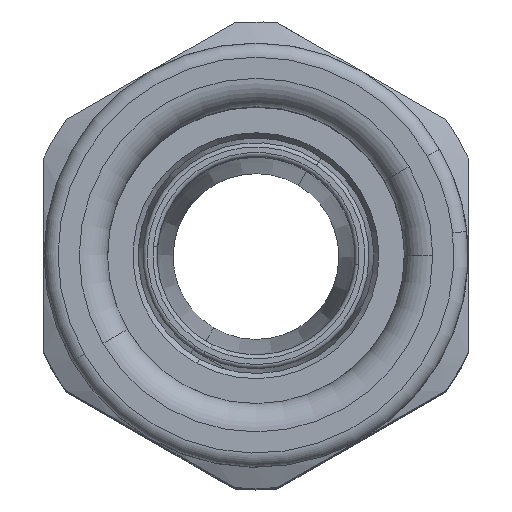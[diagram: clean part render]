
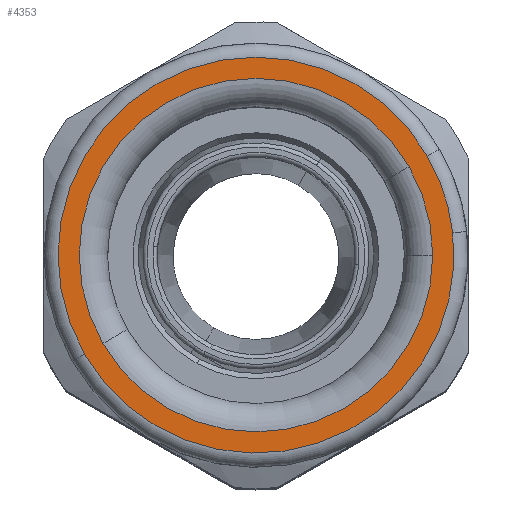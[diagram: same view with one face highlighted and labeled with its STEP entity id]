
A CAD part, top view. The second image highlights one B-rep face of the part: STEP entity #4353.
In plain terms, the highlighted planar face has unit normal (0, 0, 1).
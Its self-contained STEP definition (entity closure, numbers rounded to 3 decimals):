
#4192=AXIS2_PLACEMENT_3D('Circle Axis2P3D',#4190,#4191,$) ;
#4209=AXIS2_PLACEMENT_3D('Circle Axis2P3D',#4207,#4208,$) ;
#4233=AXIS2_PLACEMENT_3D('Circle Axis2P3D',#4231,#4232,$) ;
#4320=AXIS2_PLACEMENT_3D('Plane Axis2P3D',#4317,#4318,#4319) ;
#4329=AXIS2_PLACEMENT_3D('Circle Axis2P3D',#4327,#4328,$) ;
#4338=AXIS2_PLACEMENT_3D('Circle Axis2P3D',#4336,#4337,$) ;
#4345=AXIS2_PLACEMENT_3D('Circle Axis2P3D',#4343,#4344,$) ;
#4180=CARTESIAN_POINT('Vertex',(28.912,18.071,82.4)) ;
#4187=CARTESIAN_POINT('Vertex',(27.124,23.5,82.4)) ;
#4190=CARTESIAN_POINT('Axis2P3D Location',(15.,16.5,82.4)) ;
#4207=CARTESIAN_POINT('Axis2P3D Location',(15.,16.5,82.4)) ;
#4211=CARTESIAN_POINT('Vertex',(2.876,9.5,82.4)) ;
#4231=CARTESIAN_POINT('Axis2P3D Location',(15.,16.5,82.4)) ;
#4317=CARTESIAN_POINT('Axis2P3D Location',(15.,16.5,82.4)) ;
#4327=CARTESIAN_POINT('Axis2P3D Location',(15.,16.5,82.4)) ;
#4331=CARTESIAN_POINT('Vertex',(27.5,16.484,82.4)) ;
#4333=CARTESIAN_POINT('Vertex',(25.825,22.75,82.4)) ;
#4336=CARTESIAN_POINT('Axis2P3D Location',(15.,16.5,82.4)) ;
#4340=CARTESIAN_POINT('Vertex',(4.175,10.25,82.4)) ;
#4343=CARTESIAN_POINT('Axis2P3D Location',(15.,16.5,82.4)) ;
#4191=DIRECTION('Axis2P3D Direction',(0.,0.,1.)) ;
#4208=DIRECTION('Axis2P3D Direction',(0.,0.,1.)) ;
#4232=DIRECTION('Axis2P3D Direction',(0.,0.,1.)) ;
#4318=DIRECTION('Axis2P3D Direction',(0.,0.,1.)) ;
#4319=DIRECTION('Axis2P3D XDirection',(0.866,0.5,0.)) ;
#4328=DIRECTION('Axis2P3D Direction',(0.,0.,1.)) ;
#4337=DIRECTION('Axis2P3D Direction',(0.,0.,1.)) ;
#4344=DIRECTION('Axis2P3D Direction',(0.,0.,1.)) ;
#4323=ORIENTED_EDGE('',*,*,#4213,.T.) ;
#4324=ORIENTED_EDGE('',*,*,#4194,.T.) ;
#4325=ORIENTED_EDGE('',*,*,#4235,.T.) ;
#4349=ORIENTED_EDGE('',*,*,#4335,.F.) ;
#4350=ORIENTED_EDGE('',*,*,#4342,.F.) ;
#4351=ORIENTED_EDGE('',*,*,#4347,.F.) ;
#4352=FACE_BOUND('',#4348,.T.) ;
#4353=ADVANCED_FACE('body',(#4326,#4352),#4321,.T.) ;
#4193=CIRCLE('generated circle',#4192,14.) ;
#4210=CIRCLE('generated circle',#4209,14.) ;
#4234=CIRCLE('generated circle',#4233,14.) ;
#4330=CIRCLE('generated circle',#4329,12.5) ;
#4339=CIRCLE('generated circle',#4338,12.5) ;
#4346=CIRCLE('generated circle',#4345,12.5) ;
#4194=EDGE_CURVE('',#4181,#4188,#4193,.T.) ;
#4213=EDGE_CURVE('',#4212,#4181,#4210,.T.) ;
#4235=EDGE_CURVE('',#4188,#4212,#4234,.T.) ;
#4335=EDGE_CURVE('',#4332,#4334,#4330,.T.) ;
#4342=EDGE_CURVE('',#4341,#4332,#4339,.T.) ;
#4347=EDGE_CURVE('',#4334,#4341,#4346,.T.) ;
#4322=EDGE_LOOP('',(#4323,#4324,#4325)) ;
#4348=EDGE_LOOP('',(#4349,#4350,#4351)) ;
#4326=FACE_OUTER_BOUND('',#4322,.T.) ;
#4321=PLANE('',#4320) ;
#4181=VERTEX_POINT('',#4180) ;
#4188=VERTEX_POINT('',#4187) ;
#4212=VERTEX_POINT('',#4211) ;
#4332=VERTEX_POINT('',#4331) ;
#4334=VERTEX_POINT('',#4333) ;
#4341=VERTEX_POINT('',#4340) ;
